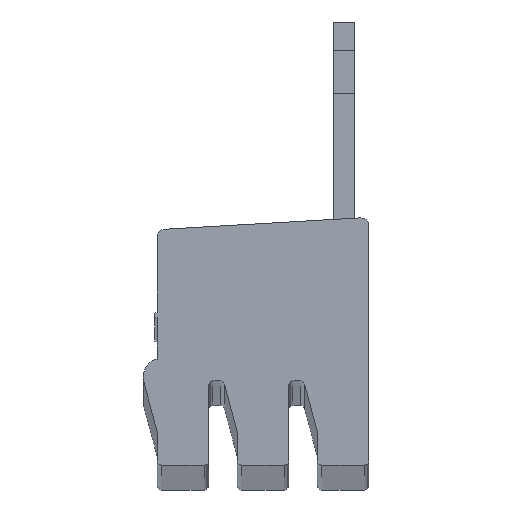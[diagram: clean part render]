
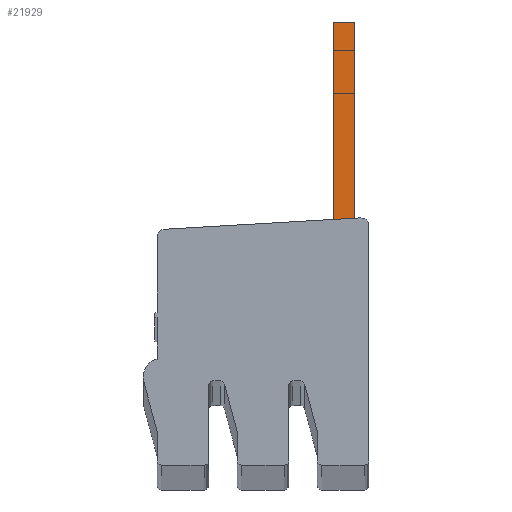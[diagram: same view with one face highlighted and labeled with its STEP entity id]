
A CAD part, top view. The second image highlights one B-rep face of the part: STEP entity #21929.
In plain terms, the highlighted planar face has unit normal (0, 0, 1).
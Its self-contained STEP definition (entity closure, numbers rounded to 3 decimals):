
#21541=DIRECTION('',(0.,1.,0.));
#21542=VECTOR('',#21541,13.729);
#21543=CARTESIAN_POINT('',(13.8,17.271,982.));
#21544=LINE('',#21543,#21542);
#21616=DIRECTION('',(-0.998,-0.058,0.));
#21617=VECTOR('',#21616,1.503);
#21618=CARTESIAN_POINT('',(13.8,17.271,982.));
#21619=LINE('',#21618,#21617);
#21623=DIRECTION('',(0.,1.,0.));
#21624=VECTOR('',#21623,13.816);
#21625=CARTESIAN_POINT('',(12.3,17.184,982.));
#21626=LINE('',#21625,#21624);
#21630=DIRECTION('',(1.,0.,0.));
#21631=VECTOR('',#21630,1.5);
#21632=CARTESIAN_POINT('',(12.3,31.,982.));
#21633=LINE('',#21632,#21631);
#21761=CARTESIAN_POINT('',(13.8,17.271,982.));
#21762=CARTESIAN_POINT('',(12.3,17.184,982.));
#21763=VERTEX_POINT('',#21761);
#21764=VERTEX_POINT('',#21762);
#21769=CARTESIAN_POINT('',(12.3,31.,982.));
#21770=VERTEX_POINT('',#21769);
#21771=CARTESIAN_POINT('',(13.8,31.,982.));
#21772=VERTEX_POINT('',#21771);
#21916=CARTESIAN_POINT('',(12.3,11.5,982.));
#21917=DIRECTION('',(0.,0.,1.));
#21918=DIRECTION('',(1.,0.,0.));
#21919=AXIS2_PLACEMENT_3D('',#21916,#21917,#21918);
#21920=PLANE('',#21919);
#21921=ORIENTED_EDGE('',*,*,#21899,.T.);
#21923=ORIENTED_EDGE('',*,*,#21922,.T.);
#21925=ORIENTED_EDGE('',*,*,#21924,.T.);
#21926=ORIENTED_EDGE('',*,*,#21865,.F.);
#21927=EDGE_LOOP('',(#21921,#21923,#21925,#21926));
#21928=FACE_OUTER_BOUND('',#21927,.F.);
#21865=EDGE_CURVE('',#21763,#21772,#21544,.T.);
#21899=EDGE_CURVE('',#21763,#21764,#21619,.T.);
#21922=EDGE_CURVE('',#21764,#21770,#21626,.T.);
#21924=EDGE_CURVE('',#21770,#21772,#21633,.T.);
#21929=ADVANCED_FACE('',(#21928),#21920,.T.);
